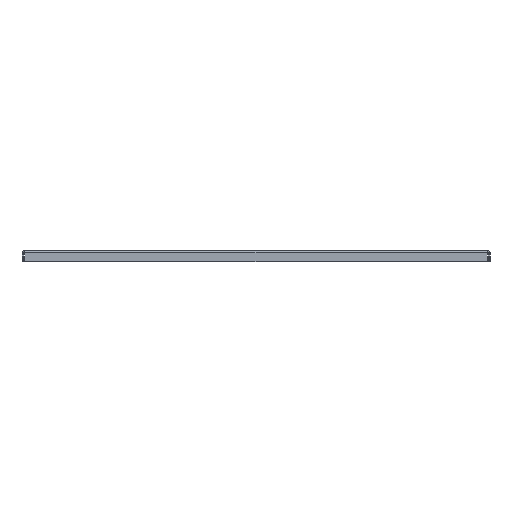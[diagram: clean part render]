
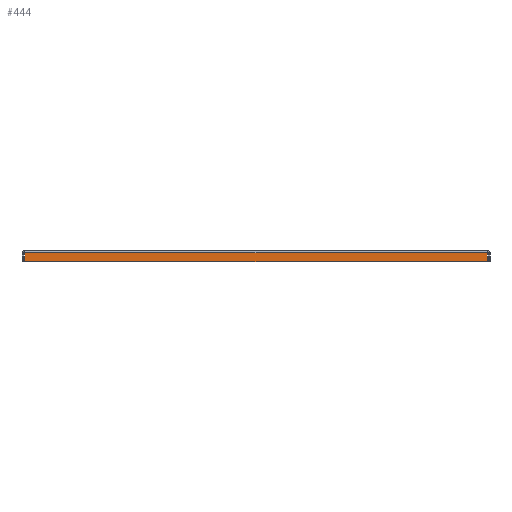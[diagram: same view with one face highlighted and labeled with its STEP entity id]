
A CAD part, left-side view. The second image highlights one B-rep face of the part: STEP entity #444.
In plain terms, the highlighted planar face has unit normal (-1, 0, 0).
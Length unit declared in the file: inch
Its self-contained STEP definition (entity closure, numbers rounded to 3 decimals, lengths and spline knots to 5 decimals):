
#4 = DIRECTION ( 'NONE',  ( -1., 0., 0. ) ) ;
#15 = ORIENTED_EDGE ( 'NONE', *, *, #3018, .F. ) ;
#31 = VERTEX_POINT ( 'NONE', #858 ) ;
#82 = VECTOR ( 'NONE', #2849, 39.37008 ) ;
#107 = VERTEX_POINT ( 'NONE', #4712 ) ;
#198 = EDGE_CURVE ( 'NONE', #5821, #107, #1483, .T. ) ;
#444 = ADVANCED_FACE ( 'NONE', ( #1409 ), #1315, .T. ) ;
#513 = DIRECTION ( 'NONE',  ( 0., 0., 1. ) ) ;
#858 = CARTESIAN_POINT ( 'NONE',  ( 0., 0.12633, -0.03125 ) ) ;
#933 = VECTOR ( 'NONE', #2843, 39.37008 ) ;
#1051 = DIRECTION ( 'NONE',  ( 0., -1., 0. ) ) ;
#1315 = PLANE ( 'NONE',  #4158 ) ;
#1409 = FACE_OUTER_BOUND ( 'NONE', #3039, .T. ) ;
#1483 = LINE ( 'NONE', #3289, #933 ) ;
#1499 = CARTESIAN_POINT ( 'NONE',  ( 0., 10.5, -0.03125 ) ) ;
#1731 = DIRECTION ( 'NONE',  ( 0., -1., 0. ) ) ;
#2301 = CARTESIAN_POINT ( 'NONE',  ( 0., 20.87367, -0.03125 ) ) ;
#2665 = ORIENTED_EDGE ( 'NONE', *, *, #198, .T. ) ;
#2775 = CARTESIAN_POINT ( 'NONE',  ( 0., 10.5, -0.17824 ) ) ;
#2803 = LINE ( 'NONE', #5030, #5549 ) ;
#2843 = DIRECTION ( 'NONE',  ( 0., 0., -1. ) ) ;
#2849 = DIRECTION ( 'NONE',  ( 0., -1., 0. ) ) ;
#3018 = EDGE_CURVE ( 'NONE', #5821, #31, #5119, .T. ) ;
#3039 = EDGE_LOOP ( 'NONE', ( #4034, #5359, #15, #2665 ) ) ;
#3234 = CARTESIAN_POINT ( 'NONE',  ( 0., 10.5, -0.426 ) ) ;
#3289 = CARTESIAN_POINT ( 'NONE',  ( 0., 20.87367, -0.17824 ) ) ;
#3668 = LINE ( 'NONE', #3234, #82 ) ;
#3890 = EDGE_CURVE ( 'NONE', #107, #4879, #3668, .T. ) ;
#4034 = ORIENTED_EDGE ( 'NONE', *, *, #3890, .T. ) ;
#4158 = AXIS2_PLACEMENT_3D ( 'NONE', #2775, #4, #1731 ) ;
#4353 = CARTESIAN_POINT ( 'NONE',  ( 0., 0.12633, -0.426 ) ) ;
#4565 = VECTOR ( 'NONE', #1051, 39.37008 ) ;
#4712 = CARTESIAN_POINT ( 'NONE',  ( 0., 20.87367, -0.426 ) ) ;
#4879 = VERTEX_POINT ( 'NONE', #4353 ) ;
#5030 = CARTESIAN_POINT ( 'NONE',  ( 0., 0.12633, -0.17824 ) ) ;
#5119 = LINE ( 'NONE', #1499, #4565 ) ;
#5272 = EDGE_CURVE ( 'NONE', #4879, #31, #2803, .T. ) ;
#5359 = ORIENTED_EDGE ( 'NONE', *, *, #5272, .T. ) ;
#5549 = VECTOR ( 'NONE', #513, 39.37008 ) ;
#5821 = VERTEX_POINT ( 'NONE', #2301 ) ;
